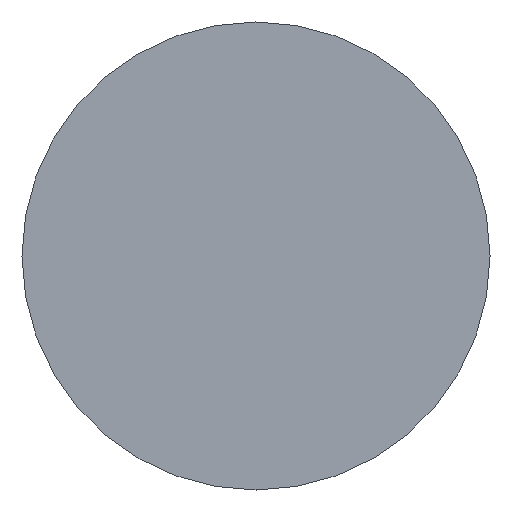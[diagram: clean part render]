
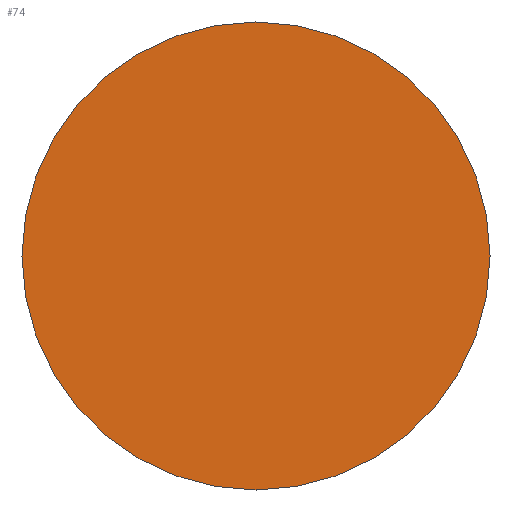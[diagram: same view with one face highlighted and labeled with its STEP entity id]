
A CAD part, front view. The second image highlights one B-rep face of the part: STEP entity #74.
In plain terms, the highlighted planar face has unit normal (0, -1, 0).
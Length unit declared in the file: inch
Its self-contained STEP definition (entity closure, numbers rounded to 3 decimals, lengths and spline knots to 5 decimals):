
#4 = DIRECTION ( 'NONE',  ( 0., 0., -1. ) ) ;
#19 = VERTEX_POINT ( 'NONE', #44 ) ;
#31 = CARTESIAN_POINT ( 'NONE',  ( 0., 0., 0. ) ) ;
#44 = CARTESIAN_POINT ( 'NONE',  ( 0., 0., -0.3125 ) ) ;
#56 = DIRECTION ( 'NONE',  ( 0., 0., -1. ) ) ;
#65 = EDGE_CURVE ( 'NONE', #201, #19, #166, .T. ) ;
#74 = ADVANCED_FACE ( 'NONE', ( #191 ), #167, .T. ) ;
#103 = EDGE_CURVE ( 'NONE', #19, #201, #169, .T. ) ;
#110 = AXIS2_PLACEMENT_3D ( 'NONE', #31, #120, #151 ) ;
#120 = DIRECTION ( 'NONE',  ( 0., -1., 0. ) ) ;
#146 = DIRECTION ( 'NONE',  ( 0., -1., 0. ) ) ;
#151 = DIRECTION ( 'NONE',  ( 0., 0., -1. ) ) ;
#166 = CIRCLE ( 'NONE', #200, 0.3125 ) ;
#167 = PLANE ( 'NONE',  #110 ) ;
#169 = CIRCLE ( 'NONE', #192, 0.3125 ) ;
#191 = FACE_OUTER_BOUND ( 'NONE', #215, .T. ) ;
#192 = AXIS2_PLACEMENT_3D ( 'NONE', #290, #146, #4 ) ;
#200 = AXIS2_PLACEMENT_3D ( 'NONE', #286, #237, #56 ) ;
#201 = VERTEX_POINT ( 'NONE', #223 ) ;
#215 = EDGE_LOOP ( 'NONE', ( #291, #261 ) ) ;
#223 = CARTESIAN_POINT ( 'NONE',  ( 0., 0., 0.3125 ) ) ;
#237 = DIRECTION ( 'NONE',  ( 0., -1., 0. ) ) ;
#261 = ORIENTED_EDGE ( 'NONE', *, *, #65, .T. ) ;
#286 = CARTESIAN_POINT ( 'NONE',  ( 0., 0., 0. ) ) ;
#290 = CARTESIAN_POINT ( 'NONE',  ( 0., 0., 0. ) ) ;
#291 = ORIENTED_EDGE ( 'NONE', *, *, #103, .T. ) ;
